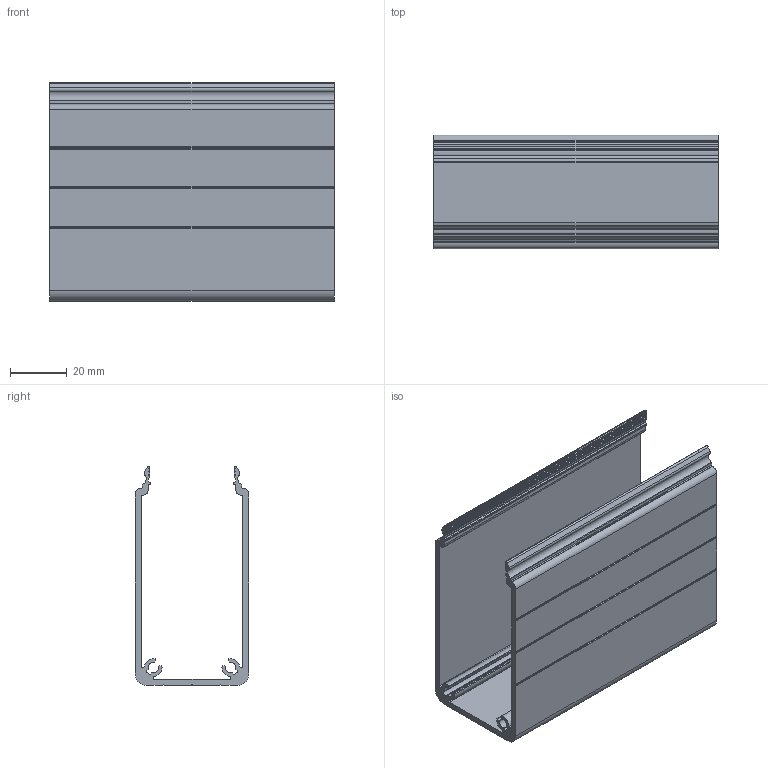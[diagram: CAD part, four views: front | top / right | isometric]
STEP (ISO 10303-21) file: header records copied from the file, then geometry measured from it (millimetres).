
FILE_DESCRIPTION(('STEP AP203'),'1');
FILE_NAME('SAFE00E1606.stp','2023-10-09T07:37:42',(' '),(' '),'Spatial InterOp 3D',' ',' ');
FILE_SCHEMA(('CONFIG_CONTROL_DESIGN'));
Length unit declared in the file: millimetre
Products named in the file (1): Goulotte U 80x40 D40 SE
Bounding box: 100 x 40 x 77 mm (x, y, z)
Volume: 44112.6 mm3; surface area: 43529.1 mm2
Topology: 1 solids, 1 shells, 194 faces, 576 edges, 384 vertices
Faces by surface type: cylinder 109, plane 85
Entity records: 6706 total; most frequent: DIRECTION 1184, CARTESIAN_POINT 1155, ORIENTED_EDGE 1152, EDGE_CURVE 576, AXIS2_PLACEMENT_3D 413, VERTEX_POINT 384, LINE 358, VECTOR 358
